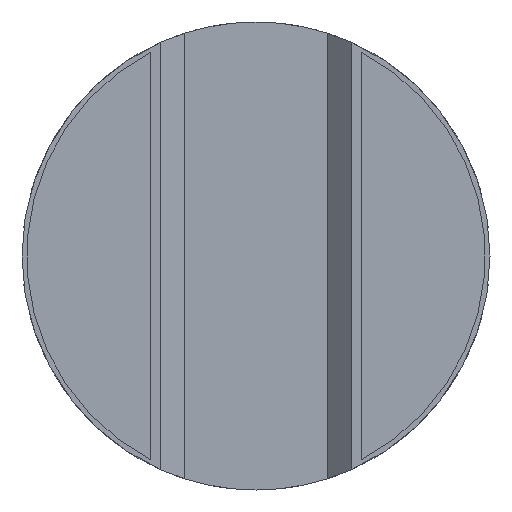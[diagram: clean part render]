
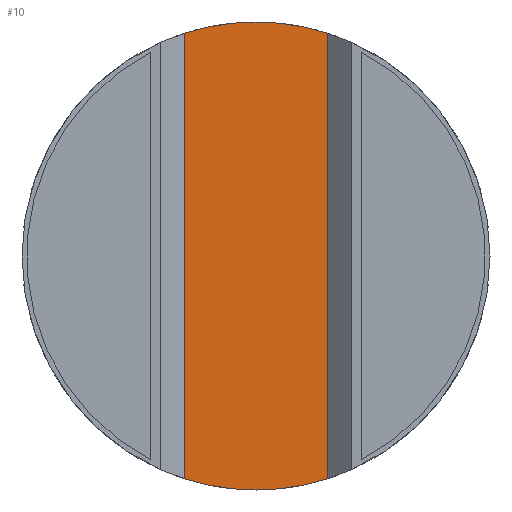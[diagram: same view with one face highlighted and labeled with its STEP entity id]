
A CAD part, front view. The second image highlights one B-rep face of the part: STEP entity #10.
In plain terms, the highlighted planar face has unit normal (0, -1, 0).
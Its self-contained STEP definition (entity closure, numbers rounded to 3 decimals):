
#9 = AXIS2_PLACEMENT_3D ( 'NONE', #591, #453, #1149 ) ;
#10 = ADVANCED_FACE ( 'NONE', ( #339 ), #247, .F. ) ;
#28 = EDGE_CURVE ( 'NONE', #1249, #1699, #1148, .T. ) ;
#34 = DIRECTION ( 'NONE',  ( 0., 0., 1. ) ) ;
#74 = DIRECTION ( 'NONE',  ( 0., 0., 1. ) ) ;
#77 = VECTOR ( 'NONE', #1706, 1000. ) ;
#120 = AXIS2_PLACEMENT_3D ( 'NONE', #703, #1421, #966 ) ;
#139 = CARTESIAN_POINT ( 'NONE',  ( -1.5, 0.5, -4.665 ) ) ;
#169 = CARTESIAN_POINT ( 'NONE',  ( -1.5, 0.5, 4.665 ) ) ;
#190 = ORIENTED_EDGE ( 'NONE', *, *, #28, .T. ) ;
#216 = CIRCLE ( 'NONE', #1116, 4.9 ) ;
#247 = PLANE ( 'NONE',  #120 ) ;
#339 = FACE_OUTER_BOUND ( 'NONE', #1836, .T. ) ;
#353 = ORIENTED_EDGE ( 'NONE', *, *, #651, .F. ) ;
#402 = EDGE_CURVE ( 'NONE', #688, #1392, #216, .T. ) ;
#453 = DIRECTION ( 'NONE',  ( 0., 1., 0. ) ) ;
#527 = LINE ( 'NONE', #1186, #1381 ) ;
#540 = CIRCLE ( 'NONE', #9, 4.9 ) ;
#543 = EDGE_CURVE ( 'NONE', #715, #569, #540, .T. ) ;
#556 = CIRCLE ( 'NONE', #653, 4.9 ) ;
#568 = DIRECTION ( 'NONE',  ( 0., 1., 0. ) ) ;
#569 = VERTEX_POINT ( 'NONE', #139 ) ;
#591 = CARTESIAN_POINT ( 'NONE',  ( 0., 0.5, 0. ) ) ;
#637 = AXIS2_PLACEMENT_3D ( 'NONE', #1609, #1746, #34 ) ;
#651 = EDGE_CURVE ( 'NONE', #569, #688, #527, .T. ) ;
#653 = AXIS2_PLACEMENT_3D ( 'NONE', #992, #568, #712 ) ;
#688 = VERTEX_POINT ( 'NONE', #169 ) ;
#703 = CARTESIAN_POINT ( 'NONE',  ( -1.5, 0.5, -4.9 ) ) ;
#712 = DIRECTION ( 'NONE',  ( 0., 0., 1. ) ) ;
#715 = VERTEX_POINT ( 'NONE', #1317 ) ;
#782 = CARTESIAN_POINT ( 'NONE',  ( 0., 0.5, 4.9 ) ) ;
#943 = DIRECTION ( 'NONE',  ( 0., 1., 0. ) ) ;
#966 = DIRECTION ( 'NONE',  ( 0., 0., 1. ) ) ;
#992 = CARTESIAN_POINT ( 'NONE',  ( 0., 0.5, 0. ) ) ;
#1045 = DIRECTION ( 'NONE',  ( 0., 0., 1. ) ) ;
#1116 = AXIS2_PLACEMENT_3D ( 'NONE', #1812, #943, #74 ) ;
#1148 = LINE ( 'NONE', #1272, #77 ) ;
#1149 = DIRECTION ( 'NONE',  ( 0., 0., 1. ) ) ;
#1186 = CARTESIAN_POINT ( 'NONE',  ( -1.5, 0.5, -4.9 ) ) ;
#1218 = ORIENTED_EDGE ( 'NONE', *, *, #543, .F. ) ;
#1249 = VERTEX_POINT ( 'NONE', #1287 ) ;
#1272 = CARTESIAN_POINT ( 'NONE',  ( 1.5, 0.5, -4.9 ) ) ;
#1287 = CARTESIAN_POINT ( 'NONE',  ( 1.5, 0.5, -4.665 ) ) ;
#1296 = EDGE_CURVE ( 'NONE', #1249, #715, #1686, .T. ) ;
#1317 = CARTESIAN_POINT ( 'NONE',  ( 0., 0.5, -4.9 ) ) ;
#1381 = VECTOR ( 'NONE', #1045, 1000. ) ;
#1392 = VERTEX_POINT ( 'NONE', #782 ) ;
#1396 = CARTESIAN_POINT ( 'NONE',  ( 1.5, 0.5, 4.665 ) ) ;
#1421 = DIRECTION ( 'NONE',  ( 0., 1., 0. ) ) ;
#1430 = ORIENTED_EDGE ( 'NONE', *, *, #1734, .F. ) ;
#1583 = ORIENTED_EDGE ( 'NONE', *, *, #402, .F. ) ;
#1609 = CARTESIAN_POINT ( 'NONE',  ( 0., 0.5, 0. ) ) ;
#1686 = CIRCLE ( 'NONE', #637, 4.9 ) ;
#1692 = ORIENTED_EDGE ( 'NONE', *, *, #1296, .F. ) ;
#1699 = VERTEX_POINT ( 'NONE', #1396 ) ;
#1706 = DIRECTION ( 'NONE',  ( 0., 0., 1. ) ) ;
#1734 = EDGE_CURVE ( 'NONE', #1392, #1699, #556, .T. ) ;
#1746 = DIRECTION ( 'NONE',  ( 0., 1., 0. ) ) ;
#1812 = CARTESIAN_POINT ( 'NONE',  ( 0., 0.5, 0. ) ) ;
#1836 = EDGE_LOOP ( 'NONE', ( #190, #1430, #1583, #353, #1218, #1692 ) ) ;
